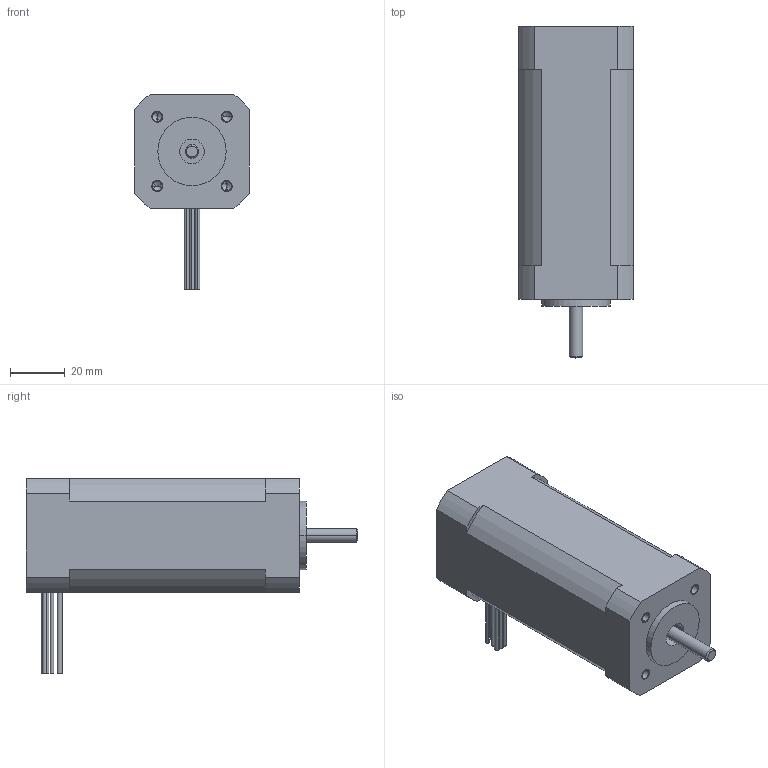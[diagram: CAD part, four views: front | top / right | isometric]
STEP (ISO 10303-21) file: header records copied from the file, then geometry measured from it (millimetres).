
FILE_DESCRIPTION (( 'STEP AP203' ), '1' );
FILE_NAME ('QBL4208-100_Default_sldprt.STEP', '2021-07-20T03:33:04', ( '' ), ( '' ), 'SwSTEP 2.0', 'SolidWorks 2019', '' );
FILE_SCHEMA (( 'CONFIG_CONTROL_DESIGN' ));
Length unit declared in the file: millimetre
Products named in the file (1): QBL4208-100_Default_sldprt
Bounding box: 42 x 121.8 x 71.8 mm (x, y, z)
Surface area: 20878.5 mm2 (no closed solid volume)
Topology: 0 solids, 5 shells, 98 faces, 240 edges, 156 vertices
Faces by surface type: cylinder 50, plane 34, cone 14
Entity records: 3293 total; most frequent: CARTESIAN_POINT 895, DIRECTION 506, ORIENTED_EDGE 448, EDGE_CURVE 232, AXIS2_PLACEMENT_3D 199, VERTEX_POINT 156, EDGE_LOOP 118, LINE 108
